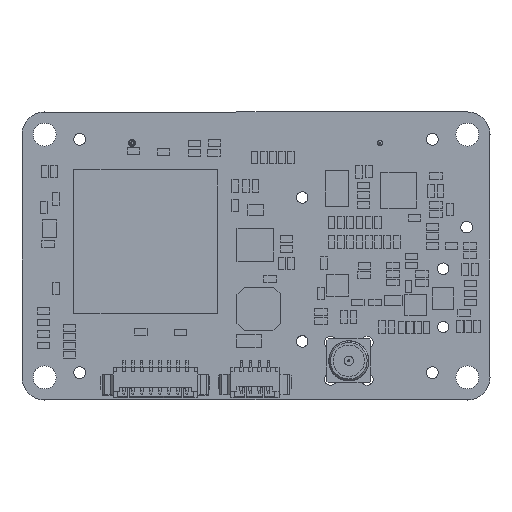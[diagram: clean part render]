
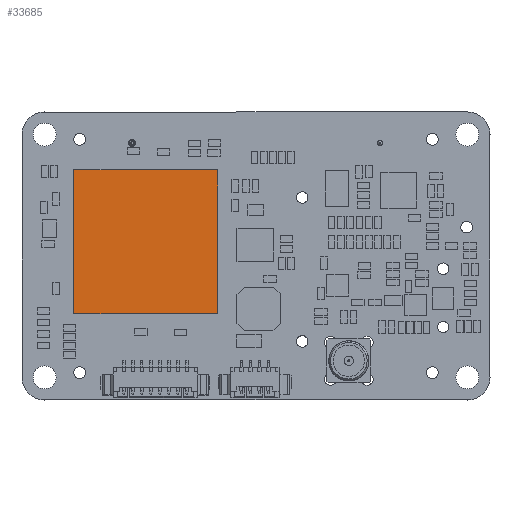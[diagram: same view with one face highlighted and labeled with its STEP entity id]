
A CAD part, top view. The second image highlights one B-rep face of the part: STEP entity #33685.
In plain terms, the highlighted planar face has unit normal (0, 0, 1).
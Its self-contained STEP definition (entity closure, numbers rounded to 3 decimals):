
#33545=CARTESIAN_POINT('',(10.,-10.,1.6));
#33546=VERTEX_POINT('',#33545);
#33561=CARTESIAN_POINT('',(10.,10.,1.6));
#33562=VERTEX_POINT('',#33561);
#33569=CARTESIAN_POINT('',(10.,-10.,1.6));
#33570=DIRECTION('',(0.0,1.0,0.0));
#33571=VECTOR('',#33570,20.);
#33572=LINE('',#33569,#33571);
#33573=EDGE_CURVE('',#33546,#33562,#33572,.T.);
#33592=CARTESIAN_POINT('',(-10.,10.,1.6));
#33593=VERTEX_POINT('',#33592);
#33600=CARTESIAN_POINT('',(10.,10.,1.6));
#33601=DIRECTION('',(-1.0,0.0,0.0));
#33602=VECTOR('',#33601,20.);
#33603=LINE('',#33600,#33602);
#33604=EDGE_CURVE('',#33562,#33593,#33603,.T.);
#33623=CARTESIAN_POINT('',(-10.,-10.,1.6));
#33624=VERTEX_POINT('',#33623);
#33631=CARTESIAN_POINT('',(-10.,10.,1.6));
#33632=DIRECTION('',(0.0,-1.0,0.0));
#33633=VECTOR('',#33632,20.);
#33634=LINE('',#33631,#33633);
#33635=EDGE_CURVE('',#33593,#33624,#33634,.T.);
#33653=CARTESIAN_POINT('',(-10.,-10.,1.6));
#33654=DIRECTION('',(1.0,0.0,0.0));
#33655=VECTOR('',#33654,20.);
#33656=LINE('',#33653,#33655);
#33657=EDGE_CURVE('',#33624,#33546,#33656,.T.);
#33674=CARTESIAN_POINT('',(10.,-10.,1.6));
#33675=DIRECTION('',(0.0,0.0,-1.0));
#33676=DIRECTION('',(-1.0,0.0,0.0));
#33677=AXIS2_PLACEMENT_3D('',#33674,#33675,#33676);
#33678=PLANE('',#33677);
#33679=ORIENTED_EDGE('',*,*,#33573,.T.);
#33680=ORIENTED_EDGE('',*,*,#33604,.T.);
#33681=ORIENTED_EDGE('',*,*,#33635,.T.);
#33682=ORIENTED_EDGE('',*,*,#33657,.T.);
#33683=EDGE_LOOP('',(#33679,#33680,#33681,#33682));
#33684=FACE_OUTER_BOUND('',#33683,.T.);
#33685=ADVANCED_FACE('',(#33684),#33678,.F.);
